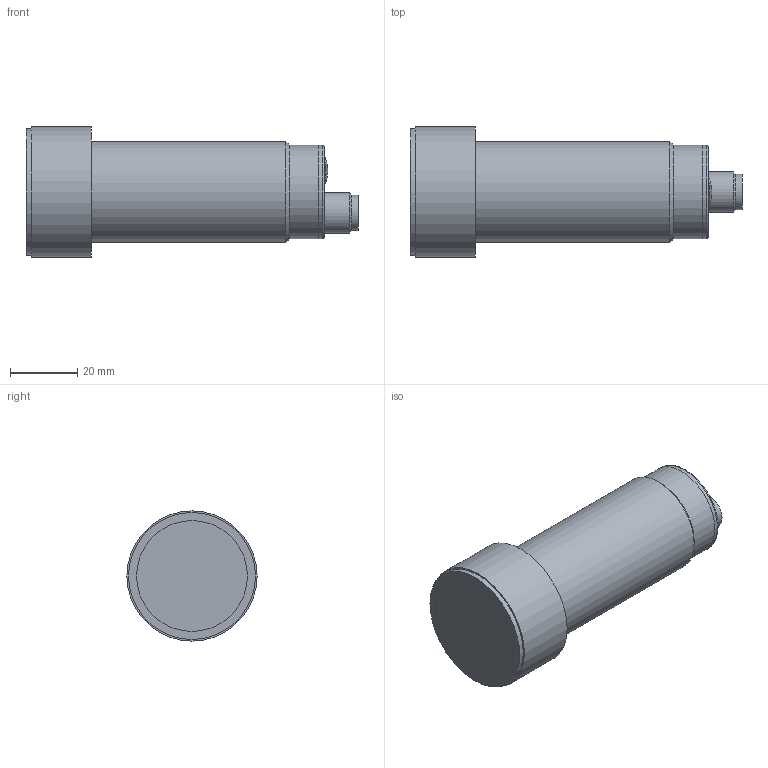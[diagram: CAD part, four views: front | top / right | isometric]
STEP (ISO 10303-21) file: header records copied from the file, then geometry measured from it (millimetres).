
FILE_DESCRIPTION( ( 'Unknown' ), '1' );
FILE_SCHEMA( ( 'AUTOMOTIVE_DESIGN { 1 0 10303 214 1 1 1 1 }' ) );
Length unit declared in the file: millimetre
Products named in the file (6): Assem1; -oa0
Assembly tree (5 placements, depth 2):
  Assem1
    -oa0
    -oa0
    -oa0
    -oa0
    -oa0
Bounding box: 98.9 x 38.8 x 38.8 mm (x, y, z)
Volume: 71638.9 mm3; surface area: 16051.7 mm2
Topology: 5 solids, 9 shells, 71 faces, 146 edges, 97 vertices
Faces by surface type: plane 31, cylinder 25, cone 11, torus 3, sphere 1
Full cylindrical faces by diameter (mm): 1 x4, 1.8 x4, 8 x2, 8.3 x2, 9.25 x1, 9.45 x1, 10.5 x1, 12 x1, 28 x2, 30 x1, 33 x1, 37.8 x1, 38.8 x1
Entity records: 1686 total; most frequent: DIRECTION 304, CARTESIAN_POINT 260, ORIENTED_EDGE 180, AXIS2_PLACEMENT_3D 141, EDGE_LOOP 118, FACE_OUTER_BOUND 95, EDGE_CURVE 90, VERTEX_POINT 77
